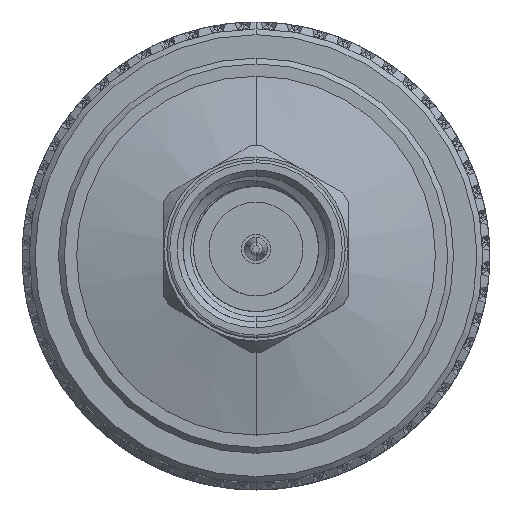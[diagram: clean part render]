
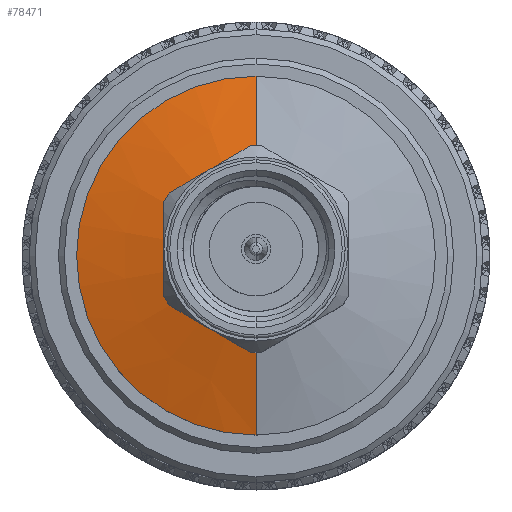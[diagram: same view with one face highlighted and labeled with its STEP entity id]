
A CAD part, top view. The second image highlights one B-rep face of the part: STEP entity #78471.
In plain terms, the highlighted conical face has half-angle 75 degrees and reference radius 1.524 mm.
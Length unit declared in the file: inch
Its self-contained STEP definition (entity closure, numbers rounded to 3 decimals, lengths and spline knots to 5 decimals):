
#446 = CARTESIAN_POINT ( 'NONE',  ( 0.70383, -0.30695, 0. ) ) ;
#1432 = EDGE_LOOP ( 'NONE', ( #53454, #30376, #87840, #14720 ) ) ;
#6176 = VERTEX_POINT ( 'NONE', #44772 ) ;
#10946 = DIRECTION ( 'NONE',  ( -0.259, -0.966, 0. ) ) ;
#11802 = CARTESIAN_POINT ( 'NONE',  ( 0.70383, 0., 0. ) ) ;
#14252 = AXIS2_PLACEMENT_3D ( 'NONE', #65434, #33974, #65113 ) ;
#14352 = DIRECTION ( 'NONE',  ( 0., -1., 0. ) ) ;
#14720 = ORIENTED_EDGE ( 'NONE', *, *, #58396, .F. ) ;
#22012 = CARTESIAN_POINT ( 'NONE',  ( 0.77, 0., 0. ) ) ;
#25796 = VERTEX_POINT ( 'NONE', #446 ) ;
#28948 = DIRECTION ( 'NONE',  ( -1., 0., 0. ) ) ;
#29160 = VECTOR ( 'NONE', #10946, 39.37008 ) ;
#29953 = FACE_OUTER_BOUND ( 'NONE', #1432, .T. ) ;
#30376 = ORIENTED_EDGE ( 'NONE', *, *, #69453, .T. ) ;
#30449 = EDGE_CURVE ( 'NONE', #35374, #25796, #80553, .T. ) ;
#32265 = AXIS2_PLACEMENT_3D ( 'NONE', #22012, #28948, #14352 ) ;
#33974 = DIRECTION ( 'NONE',  ( -1., 0., 0. ) ) ;
#35374 = VERTEX_POINT ( 'NONE', #42967 ) ;
#38250 = VERTEX_POINT ( 'NONE', #88468 ) ;
#40530 = AXIS2_PLACEMENT_3D ( 'NONE', #11802, #43097, #42107 ) ;
#42107 = DIRECTION ( 'NONE',  ( 0., 1., 0. ) ) ;
#42967 = CARTESIAN_POINT ( 'NONE',  ( 0.70383, 0.30695, 0. ) ) ;
#43097 = DIRECTION ( 'NONE',  ( 1., 0., 0. ) ) ;
#44772 = CARTESIAN_POINT ( 'NONE',  ( 0.76801, 0.06741, 0. ) ) ;
#48974 = CARTESIAN_POINT ( 'NONE',  ( 0.77, -0.06, 0. ) ) ;
#51999 = LINE ( 'NONE', #48974, #29160 ) ;
#53454 = ORIENTED_EDGE ( 'NONE', *, *, #65976, .T. ) ;
#58396 = EDGE_CURVE ( 'NONE', #38250, #25796, #51999, .T. ) ;
#60426 = CARTESIAN_POINT ( 'NONE',  ( 0.77, 0.06, 0. ) ) ;
#65113 = DIRECTION ( 'NONE',  ( 0., -1., 0. ) ) ;
#65434 = CARTESIAN_POINT ( 'NONE',  ( 0.76801, 0., 0. ) ) ;
#65976 = EDGE_CURVE ( 'NONE', #38250, #6176, #90790, .T. ) ;
#68408 = DIRECTION ( 'NONE',  ( -0.259, 0.966, 0. ) ) ;
#69453 = EDGE_CURVE ( 'NONE', #6176, #35374, #71329, .T. ) ;
#71329 = LINE ( 'NONE', #60426, #83339 ) ;
#78471 = ADVANCED_FACE ( 'NONE', ( #29953 ), #78962, .T. ) ;
#78962 = CONICAL_SURFACE ( 'NONE', #32265, 0.06, 1.309 ) ;
#80553 = CIRCLE ( 'NONE', #40530, 0.30695 ) ;
#83339 = VECTOR ( 'NONE', #68408, 39.37008 ) ;
#87840 = ORIENTED_EDGE ( 'NONE', *, *, #30449, .T. ) ;
#88468 = CARTESIAN_POINT ( 'NONE',  ( 0.76801, -0.06741, 0. ) ) ;
#90790 = CIRCLE ( 'NONE', #14252, 0.06741 ) ;
